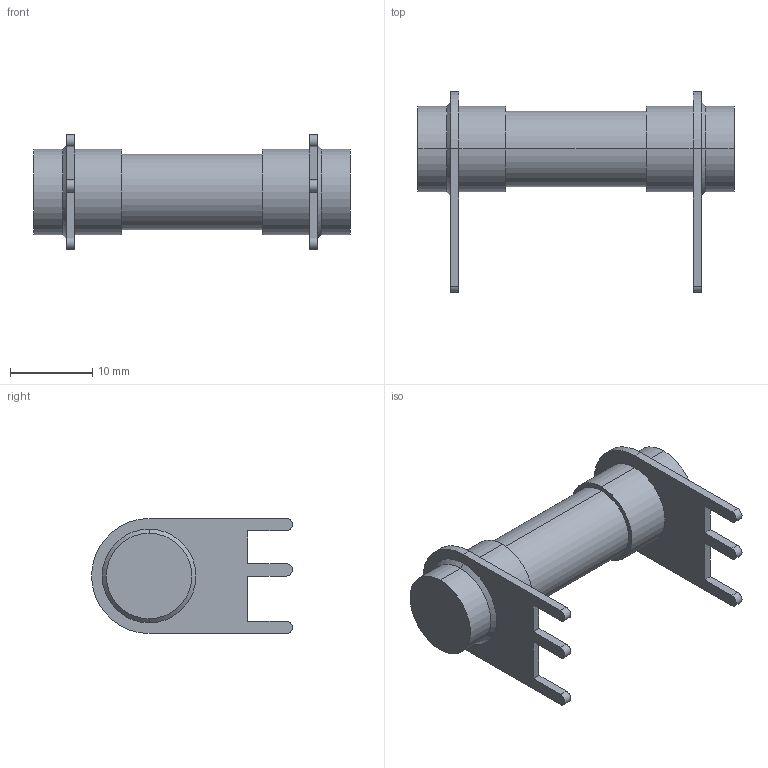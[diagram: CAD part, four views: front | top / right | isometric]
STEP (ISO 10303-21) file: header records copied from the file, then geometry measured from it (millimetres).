
FILE_DESCRIPTION (( 'STEP AP214' ), '1' );
FILE_NAME ('PF-JT3.STEP', '2022-03-17T16:36:32', ( '' ), ( '' ), 'SwSTEP 2.0', 'SolidWorks 2021', '' );
FILE_SCHEMA (( 'AUTOMOTIVE_DESIGN' ));
Length unit declared in the file: millimetre
Products named in the file (1): PF-JT3
Bounding box: 38.5 x 24.45 x 14 mm (x, y, z)
Volume: 3330.7 mm3; surface area: 2233.2 mm2
Topology: 1 solids, 1 shells, 46 faces, 110 edges, 72 vertices
Faces by surface type: plane 24, cylinder 18, cone 4
Entity records: 1398 total; most frequent: DIRECTION 244, CARTESIAN_POINT 229, ORIENTED_EDGE 220, EDGE_CURVE 110, AXIS2_PLACEMENT_3D 87, VERTEX_POINT 72, VECTOR 70, LINE 70
